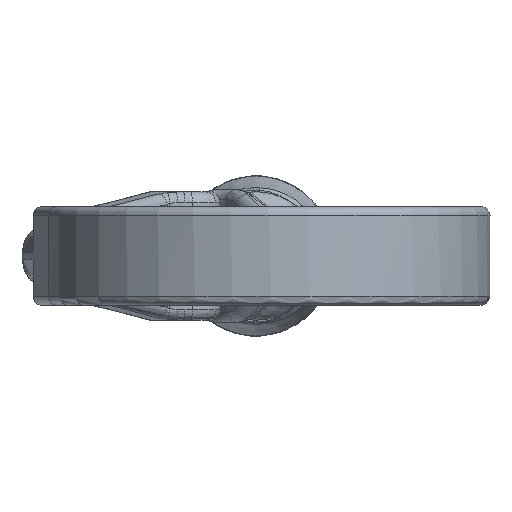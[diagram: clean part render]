
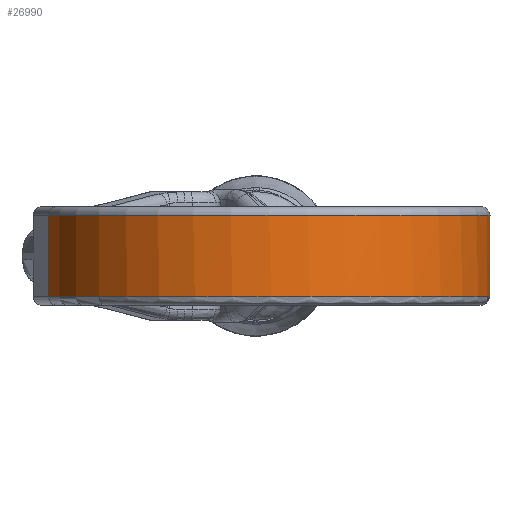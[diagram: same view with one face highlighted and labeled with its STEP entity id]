
A CAD part, front view. The second image highlights one B-rep face of the part: STEP entity #26990.
In plain terms, the highlighted cylindrical face has radius 52 mm (diameter 104 mm), a partial arc.
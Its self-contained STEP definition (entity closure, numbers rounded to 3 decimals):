
#519 = B_SPLINE_CURVE_WITH_KNOTS ( 'NONE', 3,
 ( #5877, #17862, #23876, #47441, #29082, #47839, #35449 ),
 .UNSPECIFIED., .F., .F.,
 ( 4, 1, 1, 1, 4 ),
 ( 0., 0.25, 0.5, 0.75, 1. ),
 .UNSPECIFIED. ) ;
#1676 = DIRECTION ( 'NONE',  ( 1., 0., 0. ) ) ;
#2102 = CARTESIAN_POINT ( 'NONE',  ( 2.667, -72.31, 0.8 ) ) ;
#2173 = EDGE_CURVE ( 'NONE', #18572, #18495, #42724, .T. ) ;
#3302 = FACE_OUTER_BOUND ( 'NONE', #28753, .T. ) ;
#5877 = CARTESIAN_POINT ( 'NONE',  ( 45.477, -42.792, 0.8 ) ) ;
#5934 = VERTEX_POINT ( 'NONE', #18498 ) ;
#8226 = CARTESIAN_POINT ( 'NONE',  ( 50.915, -52.896, -0.79 ) ) ;
#8627 = ORIENTED_EDGE ( 'NONE', *, *, #24371, .T. ) ;
#10391 = EDGE_CURVE ( 'NONE', #66193, #20806, #52901, .T. ) ;
#10487 = VECTOR ( 'NONE', #68676, 1000. ) ;
#11102 = CARTESIAN_POINT ( 'NONE',  ( -48.414, -82.043, 0.8 ) ) ;
#12658 = B_SPLINE_CURVE_WITH_KNOTS ( 'NONE', 3,
 ( #31057, #73819, #74988, #51401, #15454, #64206, #69409, #38605, #76574, #15866, #70183, #58209 ),
 .UNSPECIFIED., .F., .F.,
 ( 4, 2, 2, 2, 2, 4 ),
 ( 0., 0.005, 0.011, 0.013, 0.016, 0.021 ),
 .UNSPECIFIED. ) ;
#12943 = CARTESIAN_POINT ( 'NONE',  ( 45.477, -42.792, -0.267 ) ) ;
#13822 = CARTESIAN_POINT ( 'NONE',  ( 52.896, -58.741, -0.782 ) ) ;
#14066 = CARTESIAN_POINT ( 'NONE',  ( 45.477, -42.792, 0.8 ) ) ;
#14145 = DIRECTION ( 'NONE',  ( 1., 0., 0. ) ) ;
#15454 = CARTESIAN_POINT ( 'NONE',  ( 49.883, -50.452, 0.795 ) ) ;
#15866 = CARTESIAN_POINT ( 'NONE',  ( 52.896, -58.741, 0.782 ) ) ;
#17002 = EDGE_CURVE ( 'NONE', #22639, #65885, #17645, .T. ) ;
#17118 = LINE ( 'NONE', #11102, #70243 ) ;
#17645 = LINE ( 'NONE', #78770, #67992 ) ;
#17862 = CARTESIAN_POINT ( 'NONE',  ( 45.477, -42.792, 0.733 ) ) ;
#18437 = DIRECTION ( 'NONE',  ( 0., 0., 1. ) ) ;
#18495 = VERTEX_POINT ( 'NONE', #27680 ) ;
#18498 = CARTESIAN_POINT ( 'NONE',  ( -48.414, -82.043, -9.51 ) ) ;
#18572 = VERTEX_POINT ( 'NONE', #22096 ) ;
#19821 = CARTESIAN_POINT ( 'NONE',  ( 52.123, -56.221, -0.785 ) ) ;
#20598 = CARTESIAN_POINT ( 'NONE',  ( 47.415, -45.764, -0.8 ) ) ;
#20806 = VERTEX_POINT ( 'NONE', #29460 ) ;
#22096 = CARTESIAN_POINT ( 'NONE',  ( 53.665, -62.154, 0.784 ) ) ;
#22639 = VERTEX_POINT ( 'NONE', #74697 ) ;
#23876 = CARTESIAN_POINT ( 'NONE',  ( 45.477, -42.792, 0.6 ) ) ;
#24371 = EDGE_CURVE ( 'NONE', #18495, #68805, #52608, .T. ) ;
#26208 = CARTESIAN_POINT ( 'NONE',  ( 49.883, -50.452, -0.795 ) ) ;
#26515 = AXIS2_PLACEMENT_3D ( 'NONE', #46412, #65578, #70803 ) ;
#26990 = ADVANCED_FACE ( 'NONE', ( #3302 ), #40060, .T. ) ;
#27680 = CARTESIAN_POINT ( 'NONE',  ( 53.665, -62.154, 9.51 ) ) ;
#27691 = DIRECTION ( 'NONE',  ( -1., 0., 0. ) ) ;
#27968 = CARTESIAN_POINT ( 'NONE',  ( 54.667, -72.31, 9.51 ) ) ;
#28753 = EDGE_LOOP ( 'NONE', ( #52258, #8627, #71999, #53554, #69873, #55275, #66927, #75817, #34269, #67827 ) ) ;
#29082 = CARTESIAN_POINT ( 'NONE',  ( 45.477, -42.792, 0.2 ) ) ;
#29123 = VERTEX_POINT ( 'NONE', #14066 ) ;
#29460 = CARTESIAN_POINT ( 'NONE',  ( 45.477, -42.792, 0. ) ) ;
#30451 = B_SPLINE_CURVE_WITH_KNOTS ( 'NONE', 3,
 ( #31792, #50182, #20598, #44973, #26208, #8226, #74572, #69372, #19821, #13822, #32586, #44178 ),
 .UNSPECIFIED., .F., .F.,
 ( 4, 2, 2, 2, 2, 4 ),
 ( 0., 0.005, 0.011, 0.013, 0.016, 0.021 ),
 .UNSPECIFIED. ) ;
#31057 = CARTESIAN_POINT ( 'NONE',  ( 45.477, -42.792, 0.8 ) ) ;
#31317 = CARTESIAN_POINT ( 'NONE',  ( 45.477, -42.792, 0. ) ) ;
#31792 = CARTESIAN_POINT ( 'NONE',  ( 45.477, -42.792, -0.8 ) ) ;
#32054 = AXIS2_PLACEMENT_3D ( 'NONE', #44892, #32115, #14145 ) ;
#32115 = DIRECTION ( 'NONE',  ( 0., 0., -1. ) ) ;
#32419 = CARTESIAN_POINT ( 'NONE',  ( -48.414, -82.043, 9.51 ) ) ;
#32494 = CARTESIAN_POINT ( 'NONE',  ( 45.477, -42.792, -0.533 ) ) ;
#32586 = CARTESIAN_POINT ( 'NONE',  ( 53.324, -60.439, -0.782 ) ) ;
#33229 = DIRECTION ( 'NONE',  ( 0., 0., -1. ) ) ;
#34153 = CIRCLE ( 'NONE', #26515, 52. ) ;
#34269 = ORIENTED_EDGE ( 'NONE', *, *, #70457, .F. ) ;
#35197 = EDGE_CURVE ( 'NONE', #5934, #22639, #34153, .T. ) ;
#35449 = CARTESIAN_POINT ( 'NONE',  ( 45.477, -42.792, 0. ) ) ;
#38605 = CARTESIAN_POINT ( 'NONE',  ( 51.843, -55.385, 0.786 ) ) ;
#40060 = CYLINDRICAL_SURFACE ( 'NONE', #49026, 52. ) ;
#40684 = CARTESIAN_POINT ( 'NONE',  ( 53.665, -62.154, -0.784 ) ) ;
#42215 = CIRCLE ( 'NONE', #32054, 52. ) ;
#42724 = LINE ( 'NONE', #55890, #10487 ) ;
#44178 = CARTESIAN_POINT ( 'NONE',  ( 53.665, -62.154, -0.784 ) ) ;
#44892 = CARTESIAN_POINT ( 'NONE',  ( 2.667, -72.31, 9.51 ) ) ;
#44973 = CARTESIAN_POINT ( 'NONE',  ( 49.114, -48.863, -0.797 ) ) ;
#46412 = CARTESIAN_POINT ( 'NONE',  ( 2.667, -72.31, -9.51 ) ) ;
#47441 = CARTESIAN_POINT ( 'NONE',  ( 45.477, -42.792, 0.4 ) ) ;
#47839 = CARTESIAN_POINT ( 'NONE',  ( 45.477, -42.792, 0.067 ) ) ;
#49026 = AXIS2_PLACEMENT_3D ( 'NONE', #2102, #57252, #27691 ) ;
#50182 = CARTESIAN_POINT ( 'NONE',  ( 46.483, -44.252, -0.8 ) ) ;
#50616 = CARTESIAN_POINT ( 'NONE',  ( 45.477, -42.792, -0.8 ) ) ;
#51401 = CARTESIAN_POINT ( 'NONE',  ( 49.114, -48.863, 0.797 ) ) ;
#51649 = EDGE_CURVE ( 'NONE', #29123, #18572, #12658, .T. ) ;
#52258 = ORIENTED_EDGE ( 'NONE', *, *, #2173, .T. ) ;
#52608 = CIRCLE ( 'NONE', #59007, 52. ) ;
#52901 = B_SPLINE_CURVE_WITH_KNOTS ( 'NONE', 3,
 ( #56073, #32494, #12943, #31317 ),
 .UNSPECIFIED., .F., .F.,
 ( 4, 4 ),
 ( 0., 1. ),
 .UNSPECIFIED. ) ;
#53554 = ORIENTED_EDGE ( 'NONE', *, *, #73558, .T. ) ;
#55275 = ORIENTED_EDGE ( 'NONE', *, *, #17002, .T. ) ;
#55890 = CARTESIAN_POINT ( 'NONE',  ( 53.665, -62.154, 0.8 ) ) ;
#56029 = CARTESIAN_POINT ( 'NONE',  ( 2.667, -72.31, 9.51 ) ) ;
#56073 = CARTESIAN_POINT ( 'NONE',  ( 45.477, -42.792, -0.8 ) ) ;
#57252 = DIRECTION ( 'NONE',  ( 0., 0., -1. ) ) ;
#58209 = CARTESIAN_POINT ( 'NONE',  ( 53.665, -62.154, 0.784 ) ) ;
#59007 = AXIS2_PLACEMENT_3D ( 'NONE', #56029, #33229, #1676 ) ;
#64206 = CARTESIAN_POINT ( 'NONE',  ( 50.915, -52.896, 0.79 ) ) ;
#65578 = DIRECTION ( 'NONE',  ( 0., 0., 1. ) ) ;
#65885 = VERTEX_POINT ( 'NONE', #40684 ) ;
#66193 = VERTEX_POINT ( 'NONE', #50616 ) ;
#66805 = EDGE_CURVE ( 'NONE', #66193, #65885, #30451, .T. ) ;
#66927 = ORIENTED_EDGE ( 'NONE', *, *, #66805, .F. ) ;
#67827 = ORIENTED_EDGE ( 'NONE', *, *, #51649, .T. ) ;
#67992 = VECTOR ( 'NONE', #18437, 1000. ) ;
#68676 = DIRECTION ( 'NONE',  ( 0., 0., 1. ) ) ;
#68805 = VERTEX_POINT ( 'NONE', #27968 ) ;
#69372 = CARTESIAN_POINT ( 'NONE',  ( 51.843, -55.385, -0.786 ) ) ;
#69409 = CARTESIAN_POINT ( 'NONE',  ( 51.239, -53.723, 0.789 ) ) ;
#69873 = ORIENTED_EDGE ( 'NONE', *, *, #35197, .T. ) ;
#70183 = CARTESIAN_POINT ( 'NONE',  ( 53.324, -60.439, 0.782 ) ) ;
#70243 = VECTOR ( 'NONE', #72262, 1000. ) ;
#70457 = EDGE_CURVE ( 'NONE', #29123, #20806, #519, .T. ) ;
#70803 = DIRECTION ( 'NONE',  ( -1., 0., 0. ) ) ;
#71999 = ORIENTED_EDGE ( 'NONE', *, *, #75779, .T. ) ;
#72262 = DIRECTION ( 'NONE',  ( 0., 0., -1. ) ) ;
#73303 = VERTEX_POINT ( 'NONE', #32419 ) ;
#73558 = EDGE_CURVE ( 'NONE', #73303, #5934, #17118, .T. ) ;
#73819 = CARTESIAN_POINT ( 'NONE',  ( 46.483, -44.252, 0.8 ) ) ;
#74572 = CARTESIAN_POINT ( 'NONE',  ( 51.239, -53.723, -0.789 ) ) ;
#74697 = CARTESIAN_POINT ( 'NONE',  ( 53.665, -62.154, -9.51 ) ) ;
#74988 = CARTESIAN_POINT ( 'NONE',  ( 47.415, -45.764, 0.8 ) ) ;
#75779 = EDGE_CURVE ( 'NONE', #68805, #73303, #42215, .T. ) ;
#75817 = ORIENTED_EDGE ( 'NONE', *, *, #10391, .T. ) ;
#76574 = CARTESIAN_POINT ( 'NONE',  ( 52.123, -56.221, 0.785 ) ) ;
#78770 = CARTESIAN_POINT ( 'NONE',  ( 53.665, -62.154, 0.8 ) ) ;
